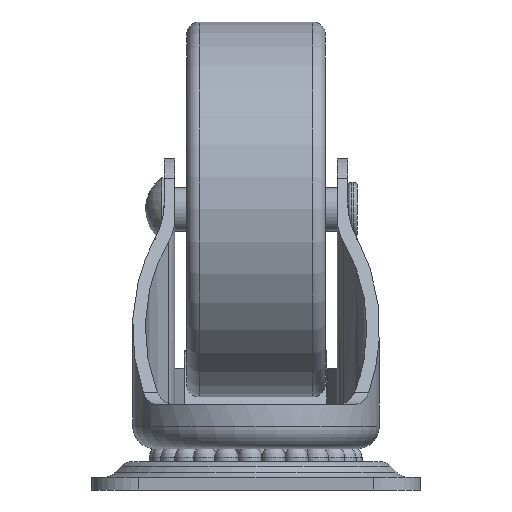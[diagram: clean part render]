
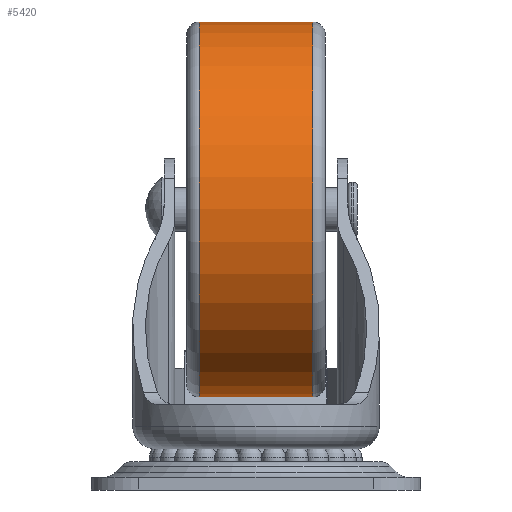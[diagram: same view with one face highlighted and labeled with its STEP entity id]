
A CAD part, front view. The second image highlights one B-rep face of the part: STEP entity #5420.
In plain terms, the highlighted cylindrical face has radius 37.592 mm (diameter 75.184 mm), a full revolution.
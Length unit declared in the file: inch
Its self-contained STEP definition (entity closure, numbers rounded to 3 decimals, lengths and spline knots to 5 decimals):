
#533=LINE('',#9839,#853);
#853=VECTOR('',#7298,1.48);
#1108=CYLINDRICAL_SURFACE('',#6058,1.48);
#1308=FACE_OUTER_BOUND('',#1674,.T.);
#1674=EDGE_LOOP('',(#4368,#4369,#4370,#4371,#4372,#4373));
#2095=CIRCLE('',#6055,1.48);
#2096=CIRCLE('',#6056,1.48);
#2098=CIRCLE('',#6059,1.48);
#2099=CIRCLE('',#6060,1.48);
#2533=VERTEX_POINT('',#9829);
#2534=VERTEX_POINT('',#9831);
#2535=VERTEX_POINT('',#9836);
#2536=VERTEX_POINT('',#9837);
#3189=EDGE_CURVE('',#2533,#2534,#2095,.T.);
#3190=EDGE_CURVE('',#2534,#2533,#2096,.T.);
#3192=EDGE_CURVE('',#2535,#2536,#2098,.T.);
#3193=EDGE_CURVE('',#2535,#2534,#533,.T.);
#3194=EDGE_CURVE('',#2536,#2535,#2099,.T.);
#4368=ORIENTED_EDGE('',*,*,#3192,.F.);
#4369=ORIENTED_EDGE('',*,*,#3193,.T.);
#4370=ORIENTED_EDGE('',*,*,#3189,.F.);
#4371=ORIENTED_EDGE('',*,*,#3190,.F.);
#4372=ORIENTED_EDGE('',*,*,#3193,.F.);
#4373=ORIENTED_EDGE('',*,*,#3194,.F.);
#5420=ADVANCED_FACE('',(#1308),#1108,.T.);
#6055=AXIS2_PLACEMENT_3D('',#9832,#7288,#7289);
#6056=AXIS2_PLACEMENT_3D('',#9833,#7290,#7291);
#6058=AXIS2_PLACEMENT_3D('',#9835,#7294,#7295);
#6059=AXIS2_PLACEMENT_3D('',#9838,#7296,#7297);
#6060=AXIS2_PLACEMENT_3D('',#9840,#7299,#7300);
#7288=DIRECTION('center_axis',(-1.,0.,0.));
#7289=DIRECTION('ref_axis',(0.,1.,0.));
#7290=DIRECTION('center_axis',(-1.,0.,0.));
#7291=DIRECTION('ref_axis',(0.,1.,0.));
#7294=DIRECTION('center_axis',(1.,0.,0.));
#7295=DIRECTION('ref_axis',(0.,1.,0.));
#7296=DIRECTION('center_axis',(1.,0.,0.));
#7297=DIRECTION('ref_axis',(0.,1.,0.));
#7298=DIRECTION('',(-1.,0.,0.));
#7299=DIRECTION('center_axis',(1.,0.,0.));
#7300=DIRECTION('ref_axis',(0.,1.,0.));
#9829=CARTESIAN_POINT('',(-0.448,4.72336,-2.44385));
#9831=CARTESIAN_POINT('',(-0.448,3.24336,-0.96385));
#9832=CARTESIAN_POINT('Origin',(-0.448,4.72336,-0.96385));
#9833=CARTESIAN_POINT('Origin',(-0.448,4.72336,-0.96385));
#9835=CARTESIAN_POINT('Origin',(0.,4.72336,-0.96385));
#9836=CARTESIAN_POINT('',(0.448,3.24336,-0.96385));
#9837=CARTESIAN_POINT('',(0.448,4.72336,0.51615));
#9838=CARTESIAN_POINT('Origin',(0.448,4.72336,-0.96385));
#9839=CARTESIAN_POINT('',(0.,3.24336,-0.96385));
#9840=CARTESIAN_POINT('Origin',(0.448,4.72336,-0.96385));
